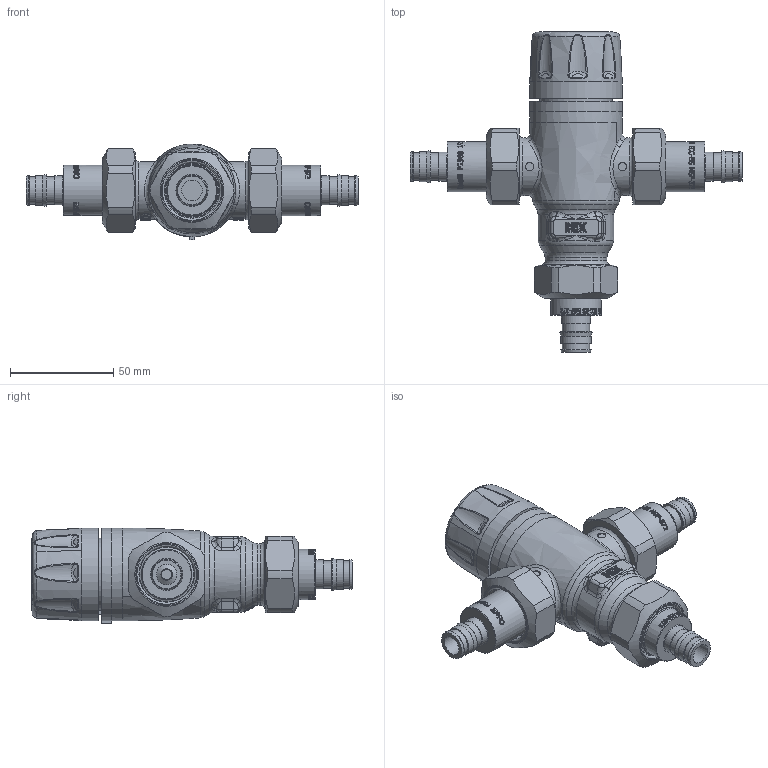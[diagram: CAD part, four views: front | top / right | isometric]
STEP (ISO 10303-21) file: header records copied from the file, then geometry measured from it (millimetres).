
FILE_DESCRIPTION(/* description */ (''),/* implementation_level */ '2;1');
FILE_NAME(/* name */ '521408AC_Simplify_1.stp',/* time_stamp */ '2025-07-31T09:01:06-05:00',/* author */ ('ischreiner'),/* organization */ (''),/* preprocessor_version */ 'ST-DEVELOPER v20',/* originating_system */ 'Autodesk Inventor 2025',/* authorisation */ '');
FILE_SCHEMA (('AUTOMOTIVE_DESIGN { 1 0 10303 214 3 1 1 }'));
Length unit declared in the file: inch
Products named in the file (1): 521408AC_Simplify_1
Bounding box: 161.02 x 155.66 x 46.5 mm (x, y, z)
Volume: 233456.2 mm3; surface area: 60128.5 mm2
Topology: 9 solids, 9 shells, 3307 faces, 8516 edges, 5320 vertices
Faces by surface type: bspline 1278, plane 1192, cylinder 566, torus 107, cone 96, sphere 68
Full cylindrical faces by diameter (mm): 2 x1, 4 x2, 5.24 x2, 8 x1, 9 x1, 9.906 x3, 12.6 x2, 13.284 x6, 14.097 x3, 14.605 x3, 16.55 x2, 19.55 x2, 19.6 x4, 19.939 x1, 20.091 x4, 20.6 x2, 20.701 x2, 22 x2, 24.384 x3, 25.908 x1, 26.924 x3, 27.686 x2, 28 x2, 29.515 x2, 29.972 x1, 30 x1, 30.302 x3, 31 x1, 33.1 x3, 45 x2
Entity records: 165798 total; most frequent: CARTESIAN_POINT 88994, ORIENTED_EDGE 16820, DIRECTION 12726, EDGE_CURVE 8410, VERTEX_POINT 5320, AXIS2_PLACEMENT_3D 4585, LINE 3556, VECTOR 3556
